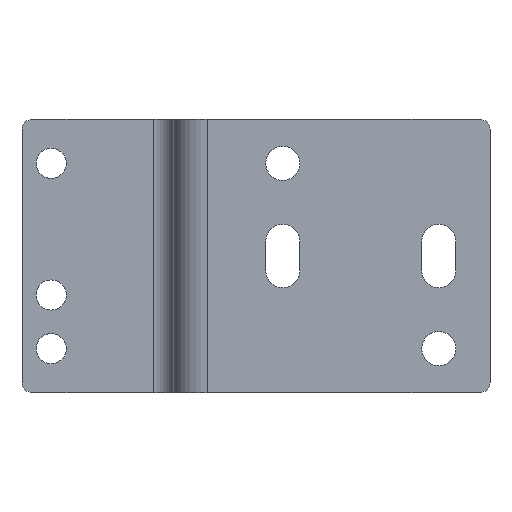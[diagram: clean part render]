
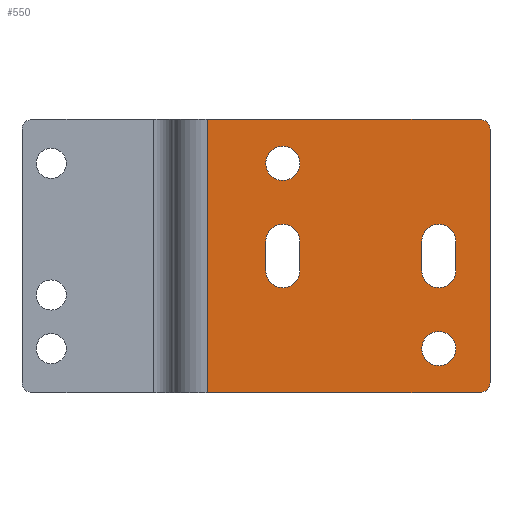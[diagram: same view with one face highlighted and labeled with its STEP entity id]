
A CAD part, front view. The second image highlights one B-rep face of the part: STEP entity #550.
In plain terms, the highlighted planar face has unit normal (0, -1, 0).
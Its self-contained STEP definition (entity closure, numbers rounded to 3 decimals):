
#196=CARTESIAN_POINT('',(32.5,0.,1.0));
#197=VERTEX_POINT('',#196);
#198=CARTESIAN_POINT('',(31.5,0.,0.0));
#199=VERTEX_POINT('',#198);
#200=CARTESIAN_POINT('',(31.5,0.,1.0));
#201=DIRECTION('',(0.0,1.,0.0));
#202=DIRECTION('',(0.707,0.0,-0.707));
#203=AXIS2_PLACEMENT_3D('',#200,#201,#202);
#204=CIRCLE('',#203,1.);
#205=EDGE_CURVE('',#197,#199,#204,.T.);
#247=CARTESIAN_POINT('',(32.5,0.,27.0));
#248=VERTEX_POINT('',#247);
#255=CARTESIAN_POINT('',(32.5,0.,1.0));
#256=DIRECTION('',(0.0,0.0,1.0));
#257=VECTOR('',#256,26.0);
#258=LINE('',#255,#257);
#259=EDGE_CURVE('',#197,#248,#258,.T.);
#404=CARTESIAN_POINT('',(31.5,0.,28.));
#405=VERTEX_POINT('',#404);
#406=CARTESIAN_POINT('',(31.5,0.,27.0));
#407=DIRECTION('',(0.0,1.0,0.0));
#408=DIRECTION('',(0.707,0.0,0.707));
#409=AXIS2_PLACEMENT_3D('',#406,#407,#408);
#410=CIRCLE('',#409,1.);
#411=EDGE_CURVE('',#405,#248,#410,.T.);
#424=CARTESIAN_POINT('',(32.5,0.,0.0));
#425=DIRECTION('',(0.0,-1.0,0.0));
#426=DIRECTION('',(0.0,0.0,-1.0));
#427=AXIS2_PLACEMENT_3D('',#424,#425,#426);
#428=PLANE('',#427);
#429=ORIENTED_EDGE('',*,*,#205,.F.);
#430=ORIENTED_EDGE('',*,*,#259,.T.);
#431=ORIENTED_EDGE('',*,*,#411,.F.);
#432=CARTESIAN_POINT('',(3.5,0.,28.));
#433=VERTEX_POINT('',#432);
#434=CARTESIAN_POINT('',(31.5,0.,28.));
#435=DIRECTION('',(-1.0,0.0,0.0));
#436=VECTOR('',#435,28.);
#437=LINE('',#434,#436);
#438=EDGE_CURVE('',#405,#433,#437,.T.);
#439=ORIENTED_EDGE('',*,*,#438,.T.);
#440=CARTESIAN_POINT('',(3.5,0.,0.0));
#441=VERTEX_POINT('',#440);
#442=CARTESIAN_POINT('',(3.5,0.,0.0));
#443=DIRECTION('',(0.0,0.0,1.0));
#444=VECTOR('',#443,28.);
#445=LINE('',#442,#444);
#446=EDGE_CURVE('',#441,#433,#445,.T.);
#447=ORIENTED_EDGE('',*,*,#446,.F.);
#448=CARTESIAN_POINT('',(31.5,0.,0.0));
#449=DIRECTION('',(-1.0,0.0,0.0));
#450=VECTOR('',#449,28.);
#451=LINE('',#448,#450);
#452=EDGE_CURVE('',#199,#441,#451,.T.);
#453=ORIENTED_EDGE('',*,*,#452,.F.);
#454=EDGE_LOOP('',(#429,#430,#431,#439,#447,#453));
#455=FACE_OUTER_BOUND('',#454,.T.);
#456=CARTESIAN_POINT('',(25.5,0.,15.5));
#457=VERTEX_POINT('',#456);
#458=CARTESIAN_POINT('',(29.,0.,15.5));
#459=VERTEX_POINT('',#458);
#460=CARTESIAN_POINT('',(27.25,0.,15.5));
#461=DIRECTION('',(0.0,1.0,0.0));
#462=DIRECTION('',(-1.0,0.0,0.0));
#463=AXIS2_PLACEMENT_3D('',#460,#461,#462);
#464=CIRCLE('',#463,1.75);
#465=EDGE_CURVE('',#457,#459,#464,.T.);
#466=ORIENTED_EDGE('',*,*,#465,.T.);
#467=CARTESIAN_POINT('',(29.,0.,12.5));
#468=VERTEX_POINT('',#467);
#469=CARTESIAN_POINT('',(29.,0.,15.5));
#470=DIRECTION('',(0.0,0.0,-1.0));
#471=VECTOR('',#470,3.0);
#472=LINE('',#469,#471);
#473=EDGE_CURVE('',#459,#468,#472,.T.);
#474=ORIENTED_EDGE('',*,*,#473,.T.);
#475=CARTESIAN_POINT('',(25.5,0.,12.5));
#476=VERTEX_POINT('',#475);
#477=CARTESIAN_POINT('',(27.25,0.,12.5));
#478=DIRECTION('',(0.0,1.0,0.0));
#479=DIRECTION('',(1.0,0.0,0.0));
#480=AXIS2_PLACEMENT_3D('',#477,#478,#479);
#481=CIRCLE('',#480,1.75);
#482=EDGE_CURVE('',#468,#476,#481,.T.);
#483=ORIENTED_EDGE('',*,*,#482,.T.);
#484=CARTESIAN_POINT('',(25.5,0.,12.5));
#485=DIRECTION('',(0.0,0.0,1.0));
#486=VECTOR('',#485,3.);
#487=LINE('',#484,#486);
#488=EDGE_CURVE('',#476,#457,#487,.T.);
#489=ORIENTED_EDGE('',*,*,#488,.T.);
#490=EDGE_LOOP('',(#466,#474,#483,#489));
#491=FACE_BOUND('',#490,.T.);
#492=CARTESIAN_POINT('',(29.,0.,4.5));
#493=VERTEX_POINT('',#492);
#494=CARTESIAN_POINT('',(27.25,0.,4.5));
#495=DIRECTION('',(0.0,1.0,0.0));
#496=DIRECTION('',(-1.0,0.0,0.0));
#497=AXIS2_PLACEMENT_3D('',#494,#495,#496);
#498=CIRCLE('',#497,1.75);
#499=EDGE_CURVE('',#493,#493,#498,.T.);
#500=ORIENTED_EDGE('',*,*,#499,.T.);
#501=EDGE_LOOP('',(#500));
#502=FACE_BOUND('',#501,.T.);
#503=CARTESIAN_POINT('',(13.,0.,23.5));
#504=VERTEX_POINT('',#503);
#505=CARTESIAN_POINT('',(11.25,0.,23.5));
#506=DIRECTION('',(0.0,1.0,0.0));
#507=DIRECTION('',(-1.0,0.0,0.0));
#508=AXIS2_PLACEMENT_3D('',#505,#506,#507);
#509=CIRCLE('',#508,1.75);
#510=EDGE_CURVE('',#504,#504,#509,.T.);
#511=ORIENTED_EDGE('',*,*,#510,.T.);
#512=EDGE_LOOP('',(#511));
#513=FACE_BOUND('',#512,.T.);
#514=CARTESIAN_POINT('',(9.5,0.,15.5));
#515=VERTEX_POINT('',#514);
#516=CARTESIAN_POINT('',(13.,0.,15.5));
#517=VERTEX_POINT('',#516);
#518=CARTESIAN_POINT('',(11.25,0.,15.5));
#519=DIRECTION('',(0.0,1.0,0.0));
#520=DIRECTION('',(-1.0,0.0,0.0));
#521=AXIS2_PLACEMENT_3D('',#518,#519,#520);
#522=CIRCLE('',#521,1.75);
#523=EDGE_CURVE('',#515,#517,#522,.T.);
#524=ORIENTED_EDGE('',*,*,#523,.T.);
#525=CARTESIAN_POINT('',(13.,0.,12.5));
#526=VERTEX_POINT('',#525);
#527=CARTESIAN_POINT('',(13.,0.,15.5));
#528=DIRECTION('',(0.0,0.0,-1.0));
#529=VECTOR('',#528,3.);
#530=LINE('',#527,#529);
#531=EDGE_CURVE('',#517,#526,#530,.T.);
#532=ORIENTED_EDGE('',*,*,#531,.T.);
#533=CARTESIAN_POINT('',(9.5,0.,12.5));
#534=VERTEX_POINT('',#533);
#535=CARTESIAN_POINT('',(11.25,0.,12.5));
#536=DIRECTION('',(0.0,1.0,0.0));
#537=DIRECTION('',(1.0,0.0,0.0));
#538=AXIS2_PLACEMENT_3D('',#535,#536,#537);
#539=CIRCLE('',#538,1.75);
#540=EDGE_CURVE('',#526,#534,#539,.T.);
#541=ORIENTED_EDGE('',*,*,#540,.T.);
#542=CARTESIAN_POINT('',(9.5,0.,12.5));
#543=DIRECTION('',(0.0,0.0,1.0));
#544=VECTOR('',#543,3.);
#545=LINE('',#542,#544);
#546=EDGE_CURVE('',#534,#515,#545,.T.);
#547=ORIENTED_EDGE('',*,*,#546,.T.);
#548=EDGE_LOOP('',(#524,#532,#541,#547));
#549=FACE_BOUND('',#548,.T.);
#550=ADVANCED_FACE('',(#455,#491,#502,#513,#549),#428,.T.);
